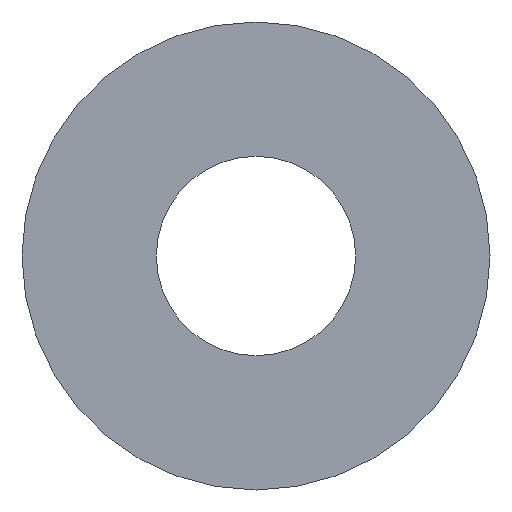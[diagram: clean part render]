
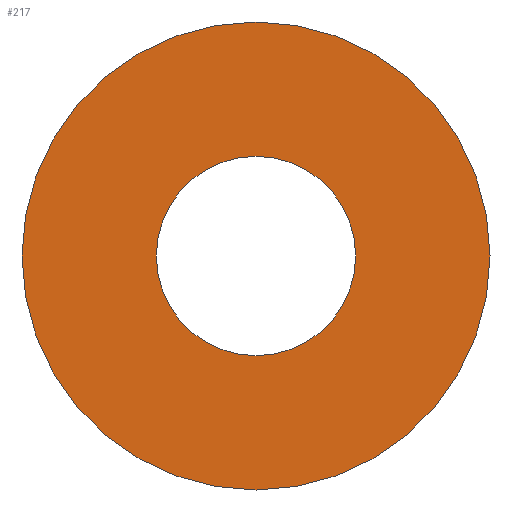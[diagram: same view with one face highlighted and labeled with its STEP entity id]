
A CAD part, front view. The second image highlights one B-rep face of the part: STEP entity #217.
In plain terms, the highlighted planar face has unit normal (0, -1, 0).
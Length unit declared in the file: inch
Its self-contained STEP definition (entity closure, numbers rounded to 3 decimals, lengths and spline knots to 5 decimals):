
#15 = PLANE ( 'NONE',  #90 ) ;
#20 = CARTESIAN_POINT ( 'NONE',  ( 0., 0., 0.05325 ) ) ;
#21 = AXIS2_PLACEMENT_3D ( 'NONE', #125, #224, #111 ) ;
#46 = DIRECTION ( 'NONE',  ( 0., 0., 1. ) ) ;
#53 = EDGE_CURVE ( 'NONE', #165, #225, #187, .T. ) ;
#62 = CIRCLE ( 'NONE', #21, 0.05325 ) ;
#64 = DIRECTION ( 'NONE',  ( 0., 0., 1. ) ) ;
#67 = VERTEX_POINT ( 'NONE', #230 ) ;
#72 = ORIENTED_EDGE ( 'NONE', *, *, #53, .F. ) ;
#90 = AXIS2_PLACEMENT_3D ( 'NONE', #117, #201, #116 ) ;
#94 = CIRCLE ( 'NONE', #207, 0.05325 ) ;
#96 = CARTESIAN_POINT ( 'NONE',  ( 0., 0., 0. ) ) ;
#104 = AXIS2_PLACEMENT_3D ( 'NONE', #156, #250, #46 ) ;
#107 = AXIS2_PLACEMENT_3D ( 'NONE', #96, #158, #64 ) ;
#110 = DIRECTION ( 'NONE',  ( 0., 1., 0. ) ) ;
#111 = DIRECTION ( 'NONE',  ( 0., 0., 1. ) ) ;
#116 = DIRECTION ( 'NONE',  ( 0., 0., 1. ) ) ;
#117 = CARTESIAN_POINT ( 'NONE',  ( 0., 0., 0. ) ) ;
#120 = ORIENTED_EDGE ( 'NONE', *, *, #133, .T. ) ;
#125 = CARTESIAN_POINT ( 'NONE',  ( 0., 0., 0. ) ) ;
#128 = CIRCLE ( 'NONE', #104, 0.125 ) ;
#133 = EDGE_CURVE ( 'NONE', #67, #184, #62, .T. ) ;
#142 = EDGE_LOOP ( 'NONE', ( #170, #72 ) ) ;
#147 = CARTESIAN_POINT ( 'NONE',  ( 0., 0., -0.125 ) ) ;
#150 = EDGE_CURVE ( 'NONE', #184, #67, #94, .T. ) ;
#156 = CARTESIAN_POINT ( 'NONE',  ( 0., 0., 0. ) ) ;
#158 = DIRECTION ( 'NONE',  ( 0., 1., 0. ) ) ;
#160 = CARTESIAN_POINT ( 'NONE',  ( 0., 0., 0.125 ) ) ;
#165 = VERTEX_POINT ( 'NONE', #160 ) ;
#170 = ORIENTED_EDGE ( 'NONE', *, *, #182, .F. ) ;
#180 = FACE_OUTER_BOUND ( 'NONE', #142, .T. ) ;
#182 = EDGE_CURVE ( 'NONE', #225, #165, #128, .T. ) ;
#184 = VERTEX_POINT ( 'NONE', #20 ) ;
#187 = CIRCLE ( 'NONE', #107, 0.125 ) ;
#190 = EDGE_LOOP ( 'NONE', ( #246, #120 ) ) ;
#201 = DIRECTION ( 'NONE',  ( 0., 1., 0. ) ) ;
#207 = AXIS2_PLACEMENT_3D ( 'NONE', #222, #110, #248 ) ;
#217 = ADVANCED_FACE ( 'NONE', ( #243, #180 ), #15, .F. ) ;
#222 = CARTESIAN_POINT ( 'NONE',  ( 0., 0., 0. ) ) ;
#224 = DIRECTION ( 'NONE',  ( 0., 1., 0. ) ) ;
#225 = VERTEX_POINT ( 'NONE', #147 ) ;
#230 = CARTESIAN_POINT ( 'NONE',  ( 0., 0., -0.05325 ) ) ;
#243 = FACE_BOUND ( 'NONE', #190, .T. ) ;
#246 = ORIENTED_EDGE ( 'NONE', *, *, #150, .T. ) ;
#248 = DIRECTION ( 'NONE',  ( 0., 0., 1. ) ) ;
#250 = DIRECTION ( 'NONE',  ( 0., 1., 0. ) ) ;
